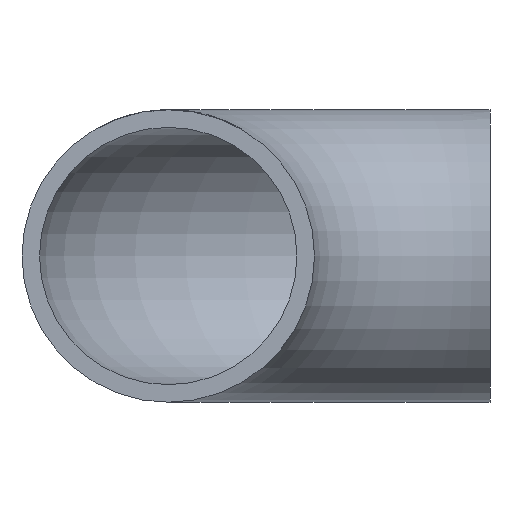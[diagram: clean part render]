
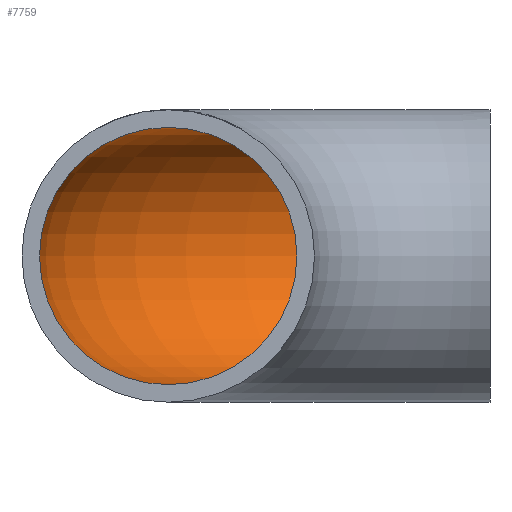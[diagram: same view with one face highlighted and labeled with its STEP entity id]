
A CAD part, front view. The second image highlights one B-rep face of the part: STEP entity #7759.
In plain terms, the highlighted toroidal (fillet/blend) face has major radius 27.5 mm and minor radius 11 mm.
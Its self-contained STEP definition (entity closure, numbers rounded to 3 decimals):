
#150 = TOROIDAL_SURFACE ( 'NONE', #385, 27.5, 11. ) ;
#178 = ORIENTED_EDGE ( 'NONE', *, *, #8635, .F. ) ;
#385 = AXIS2_PLACEMENT_3D ( 'NONE', #4284, #3594, #8211 ) ;
#601 = VERTEX_POINT ( 'NONE', #4501 ) ;
#632 = CARTESIAN_POINT ( 'NONE',  ( 0., 38.5, 0. ) ) ;
#1298 = FACE_OUTER_BOUND ( 'NONE', #2104, .T. ) ;
#1411 = EDGE_LOOP ( 'NONE', ( #178 ) ) ;
#1834 = DIRECTION ( 'NONE',  ( 0., 1., 0. ) ) ;
#2104 = EDGE_LOOP ( 'NONE', ( #8488 ) ) ;
#2597 = CARTESIAN_POINT ( 'NONE',  ( -27.5, 0., 0. ) ) ;
#3390 = DIRECTION ( 'NONE',  ( 0., 1., 0. ) ) ;
#3437 = CIRCLE ( 'NONE', #5245, 11. ) ;
#3594 = DIRECTION ( 'NONE',  ( 0., 0., -1. ) ) ;
#4284 = CARTESIAN_POINT ( 'NONE',  ( 0., 0., 0. ) ) ;
#4501 = CARTESIAN_POINT ( 'NONE',  ( -27.5, 0., 11. ) ) ;
#4655 = DIRECTION ( 'NONE',  ( 0., 0., 1. ) ) ;
#4759 = VERTEX_POINT ( 'NONE', #632 ) ;
#4918 = AXIS2_PLACEMENT_3D ( 'NONE', #5841, #5893, #1834 ) ;
#5245 = AXIS2_PLACEMENT_3D ( 'NONE', #2597, #3390, #4655 ) ;
#5841 = CARTESIAN_POINT ( 'NONE',  ( 0., 27.5, 0. ) ) ;
#5853 = EDGE_CURVE ( 'NONE', #4759, #4759, #7693, .T. ) ;
#5893 = DIRECTION ( 'NONE',  ( 1., 0., 0. ) ) ;
#6205 = FACE_OUTER_BOUND ( 'NONE', #1411, .T. ) ;
#7693 = CIRCLE ( 'NONE', #4918, 11. ) ;
#7759 = ADVANCED_FACE ( 'NONE', ( #1298, #6205 ), #150, .F. ) ;
#8211 = DIRECTION ( 'NONE',  ( -1., 0., 0. ) ) ;
#8488 = ORIENTED_EDGE ( 'NONE', *, *, #5853, .T. ) ;
#8635 = EDGE_CURVE ( 'NONE', #601, #601, #3437, .T. ) ;
